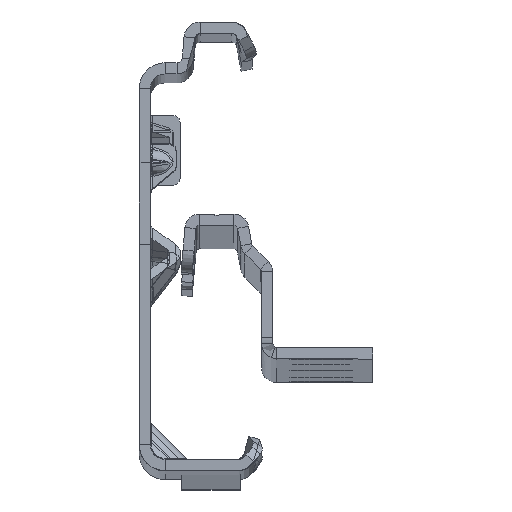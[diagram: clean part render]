
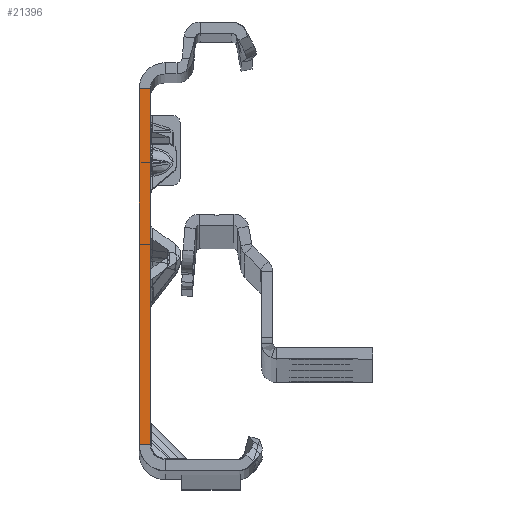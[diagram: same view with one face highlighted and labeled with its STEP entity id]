
A CAD part, top view. The second image highlights one B-rep face of the part: STEP entity #21396.
In plain terms, the highlighted planar face has unit normal (0, 0, 1).
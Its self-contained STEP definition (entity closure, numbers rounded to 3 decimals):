
#988 = EDGE_CURVE ( 'NONE', #23600, #11793, #1573, .T. ) ;
#1079 = EDGE_CURVE ( 'NONE', #21982, #10909, #14941, .T. ) ;
#1573 = LINE ( 'NONE', #42620, #37593 ) ;
#2338 = CARTESIAN_POINT ( 'NONE',  ( -1.5, 22.135, 0. ) ) ;
#3237 = VECTOR ( 'NONE', #7148, 1000. ) ;
#6162 = AXIS2_PLACEMENT_3D ( 'NONE', #29331, #33009, #25637 ) ;
#7099 = LINE ( 'NONE', #32781, #19125 ) ;
#7148 = DIRECTION ( 'NONE',  ( 0., -1., 0. ) ) ;
#8555 = VECTOR ( 'NONE', #36044, 1000. ) ;
#9699 = EDGE_LOOP ( 'NONE', ( #10358, #31472, #22180, #25293 ) ) ;
#10358 = ORIENTED_EDGE ( 'NONE', *, *, #1079, .F. ) ;
#10909 = VERTEX_POINT ( 'NONE', #15782 ) ;
#11793 = VERTEX_POINT ( 'NONE', #42184 ) ;
#14941 = LINE ( 'NONE', #44783, #3237 ) ;
#15782 = CARTESIAN_POINT ( 'NONE',  ( 0., -25.865, 0. ) ) ;
#19125 = VECTOR ( 'NONE', #47684, 1000. ) ;
#21396 = ADVANCED_FACE ( 'NONE', ( #47414 ), #35981, .T. ) ;
#21982 = VERTEX_POINT ( 'NONE', #32352 ) ;
#22180 = ORIENTED_EDGE ( 'NONE', *, *, #988, .T. ) ;
#23528 = DIRECTION ( 'NONE',  ( 0., -1., 0. ) ) ;
#23600 = VERTEX_POINT ( 'NONE', #2338 ) ;
#24248 = CARTESIAN_POINT ( 'NONE',  ( 0., 22.135, 0. ) ) ;
#24727 = EDGE_CURVE ( 'NONE', #21982, #23600, #28670, .T. ) ;
#25293 = ORIENTED_EDGE ( 'NONE', *, *, #33168, .F. ) ;
#25637 = DIRECTION ( 'NONE',  ( 1., 0., 0. ) ) ;
#28670 = LINE ( 'NONE', #24248, #8555 ) ;
#29331 = CARTESIAN_POINT ( 'NONE',  ( -1.5, -27.865, 0. ) ) ;
#31472 = ORIENTED_EDGE ( 'NONE', *, *, #24727, .T. ) ;
#32352 = CARTESIAN_POINT ( 'NONE',  ( 0., 22.135, 0. ) ) ;
#32781 = CARTESIAN_POINT ( 'NONE',  ( 0., -25.865, 0. ) ) ;
#33009 = DIRECTION ( 'NONE',  ( 0., 0., 1. ) ) ;
#33168 = EDGE_CURVE ( 'NONE', #10909, #11793, #7099, .T. ) ;
#35981 = PLANE ( 'NONE',  #6162 ) ;
#36044 = DIRECTION ( 'NONE',  ( -1., 0., 0. ) ) ;
#37593 = VECTOR ( 'NONE', #23528, 1000. ) ;
#42184 = CARTESIAN_POINT ( 'NONE',  ( -1.5, -25.865, 0. ) ) ;
#42620 = CARTESIAN_POINT ( 'NONE',  ( -1.5, -27.865, 0. ) ) ;
#44783 = CARTESIAN_POINT ( 'NONE',  ( 0., -27.865, 0. ) ) ;
#47414 = FACE_OUTER_BOUND ( 'NONE', #9699, .T. ) ;
#47684 = DIRECTION ( 'NONE',  ( -1., 0., 0. ) ) ;
